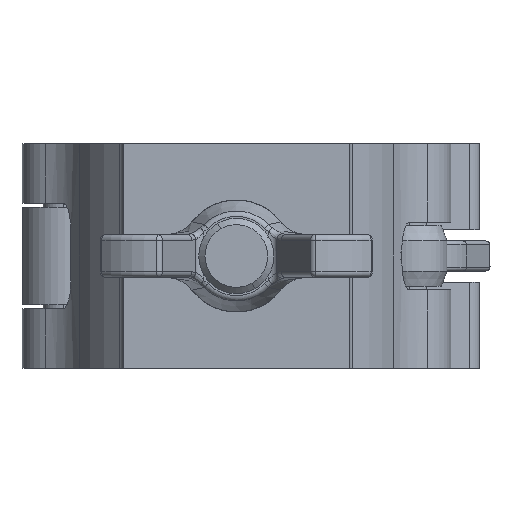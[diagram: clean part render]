
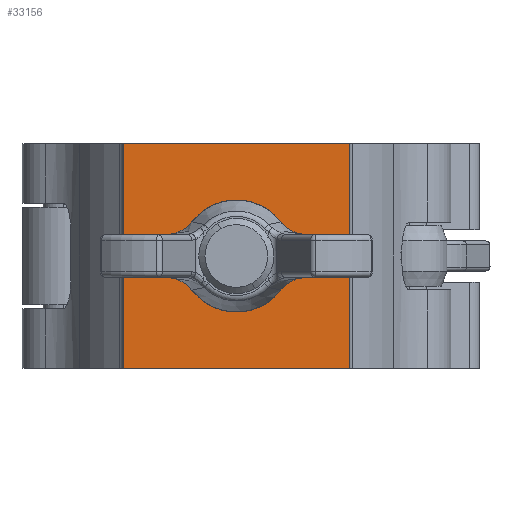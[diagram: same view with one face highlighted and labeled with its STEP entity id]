
A CAD part, front view. The second image highlights one B-rep face of the part: STEP entity #33156.
In plain terms, the highlighted planar face has unit normal (0, -1, 0).
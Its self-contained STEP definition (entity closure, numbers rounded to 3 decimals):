
#86 = AXIS2_PLACEMENT_3D ( 'NONE', #22396, #30818, #17295 ) ;
#604 = EDGE_CURVE ( 'NONE', #23708, #14838, #2465, .T. ) ;
#634 = PLANE ( 'NONE',  #16527 ) ;
#642 = CARTESIAN_POINT ( 'NONE',  ( 15., 0., 14.95 ) ) ;
#2098 = VECTOR ( 'NONE', #13209, 1000. ) ;
#2154 = CARTESIAN_POINT ( 'NONE',  ( 15., 0., -14.95 ) ) ;
#2465 = LINE ( 'NONE', #18373, #9767 ) ;
#3535 = VERTEX_POINT ( 'NONE', #642 ) ;
#3826 = AXIS2_PLACEMENT_3D ( 'NONE', #15461, #15588, #23559 ) ;
#5321 = EDGE_LOOP ( 'NONE', ( #8252, #20640, #28798, #12595 ) ) ;
#6012 = DIRECTION ( 'NONE',  ( 0., 0., 1. ) ) ;
#7450 = CARTESIAN_POINT ( 'NONE',  ( 15., 0., 14.95 ) ) ;
#7632 = FACE_BOUND ( 'NONE', #19256, .T. ) ;
#8252 = ORIENTED_EDGE ( 'NONE', *, *, #604, .T. ) ;
#8644 = CARTESIAN_POINT ( 'NONE',  ( 0., 0., -5.25 ) ) ;
#9767 = VECTOR ( 'NONE', #10435, 1000. ) ;
#10435 = DIRECTION ( 'NONE',  ( 1., 0., 0. ) ) ;
#10704 = CARTESIAN_POINT ( 'NONE',  ( -15., 0., 14.95 ) ) ;
#12202 = VECTOR ( 'NONE', #19812, 1000. ) ;
#12595 = ORIENTED_EDGE ( 'NONE', *, *, #20162, .T. ) ;
#13209 = DIRECTION ( 'NONE',  ( 1., 0., 0. ) ) ;
#14627 = LINE ( 'NONE', #26848, #2098 ) ;
#14838 = VERTEX_POINT ( 'NONE', #2154 ) ;
#15461 = CARTESIAN_POINT ( 'NONE',  ( 0., 0., 0. ) ) ;
#15588 = DIRECTION ( 'NONE',  ( 0., -1., 0. ) ) ;
#16527 = AXIS2_PLACEMENT_3D ( 'NONE', #17036, #25037, #6012 ) ;
#17036 = CARTESIAN_POINT ( 'NONE',  ( -15., 0., 14.95 ) ) ;
#17295 = DIRECTION ( 'NONE',  ( 0., 0., -1. ) ) ;
#18373 = CARTESIAN_POINT ( 'NONE',  ( -15., 0., -14.95 ) ) ;
#18496 = EDGE_CURVE ( 'NONE', #23753, #33120, #31592, .T. ) ;
#19256 = EDGE_LOOP ( 'NONE', ( #30773, #21532 ) ) ;
#19812 = DIRECTION ( 'NONE',  ( 0., 0., -1. ) ) ;
#20047 = FACE_OUTER_BOUND ( 'NONE', #5321, .T. ) ;
#20162 = EDGE_CURVE ( 'NONE', #35604, #23708, #28489, .T. ) ;
#20640 = ORIENTED_EDGE ( 'NONE', *, *, #21666, .F. ) ;
#21532 = ORIENTED_EDGE ( 'NONE', *, *, #18496, .F. ) ;
#21666 = EDGE_CURVE ( 'NONE', #3535, #14838, #34479, .T. ) ;
#22396 = CARTESIAN_POINT ( 'NONE',  ( 0., 0., 0. ) ) ;
#22794 = CARTESIAN_POINT ( 'NONE',  ( -15., 0., 14.95 ) ) ;
#23559 = DIRECTION ( 'NONE',  ( 0., 0., -1. ) ) ;
#23708 = VERTEX_POINT ( 'NONE', #32317 ) ;
#23753 = VERTEX_POINT ( 'NONE', #26649 ) ;
#25037 = DIRECTION ( 'NONE',  ( 0., 1., 0. ) ) ;
#26584 = DIRECTION ( 'NONE',  ( 0., 0., -1. ) ) ;
#26649 = CARTESIAN_POINT ( 'NONE',  ( 0., 0., 5.25 ) ) ;
#26848 = CARTESIAN_POINT ( 'NONE',  ( -15., 0., 14.95 ) ) ;
#28262 = EDGE_CURVE ( 'NONE', #33120, #23753, #34788, .T. ) ;
#28489 = LINE ( 'NONE', #22794, #12202 ) ;
#28798 = ORIENTED_EDGE ( 'NONE', *, *, #29377, .F. ) ;
#29377 = EDGE_CURVE ( 'NONE', #35604, #3535, #14627, .T. ) ;
#30773 = ORIENTED_EDGE ( 'NONE', *, *, #28262, .F. ) ;
#30818 = DIRECTION ( 'NONE',  ( 0., -1., 0. ) ) ;
#31592 = CIRCLE ( 'NONE', #3826, 5.25 ) ;
#32317 = CARTESIAN_POINT ( 'NONE',  ( -15., 0., -14.95 ) ) ;
#33120 = VERTEX_POINT ( 'NONE', #8644 ) ;
#33156 = ADVANCED_FACE ( 'NONE', ( #7632, #20047 ), #634, .F. ) ;
#34479 = LINE ( 'NONE', #7450, #34901 ) ;
#34788 = CIRCLE ( 'NONE', #86, 5.25 ) ;
#34901 = VECTOR ( 'NONE', #26584, 1000. ) ;
#35604 = VERTEX_POINT ( 'NONE', #10704 ) ;
